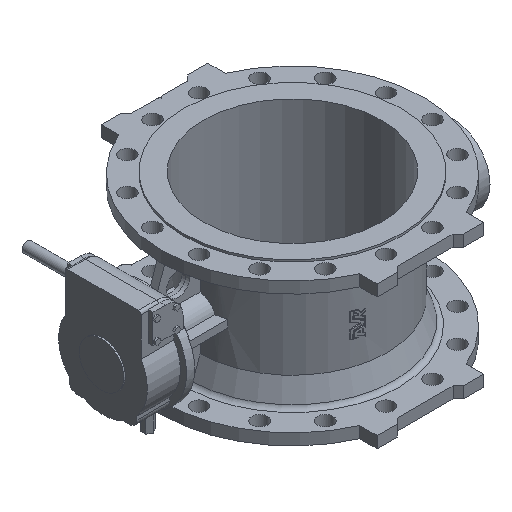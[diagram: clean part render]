
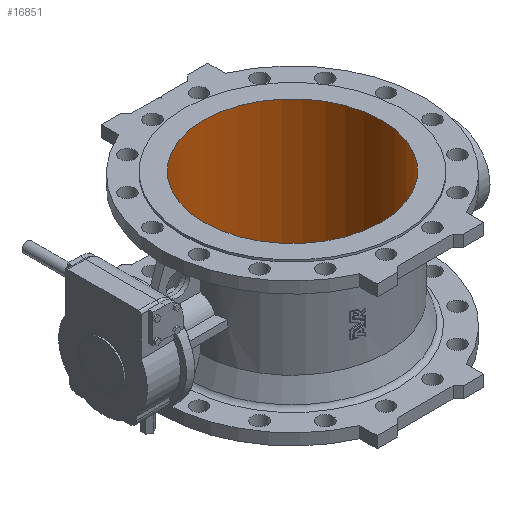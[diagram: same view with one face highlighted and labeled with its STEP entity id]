
A CAD part, isometric view. The second image highlights one B-rep face of the part: STEP entity #16851.
In plain terms, the highlighted cylindrical face has radius 175 mm (diameter 350 mm), a full revolution.
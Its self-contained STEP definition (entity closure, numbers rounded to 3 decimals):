
#986 = EDGE_LOOP ( 'NONE', ( #13236 ) ) ;
#1083 = EDGE_LOOP ( 'NONE', ( #13235 ) ) ;
#3607 = CIRCLE ( 'NONE', #5018, 175. ) ;
#3691 = CIRCLE ( 'NONE', #5039, 175. ) ;
#5018 = AXIS2_PLACEMENT_3D ( 'NONE', #15436, #15437, #15438 ) ;
#5039 = AXIS2_PLACEMENT_3D ( 'NONE', #15562, #15563, #15564 ) ;
#6487 = FACE_OUTER_BOUND ( 'NONE', #1083, .T. ) ;
#6496 = FACE_OUTER_BOUND ( 'NONE', #986, .T. ) ;
#6501 = CYLINDRICAL_SURFACE ( 'NONE', #16069, 175. ) ;
#7142 = EDGE_CURVE ( 'NONE', #14515, #14515, #3607, .T. ) ;
#7195 = EDGE_CURVE ( 'NONE', #14532, #14532, #3691, .T. ) ;
#8580 = DIRECTION ( 'NONE',  ( -1., 0., 0. ) ) ;
#8581 = DIRECTION ( 'NONE',  ( 0., 0., 1. ) ) ;
#8584 = CARTESIAN_POINT ( 'NONE',  ( 0., -3., 133.661 ) ) ;
#13235 = ORIENTED_EDGE ( 'NONE', *, *, #7142, .F. ) ;
#13236 = ORIENTED_EDGE ( 'NONE', *, *, #7195, .T. ) ;
#14090 = CARTESIAN_POINT ( 'NONE',  ( -175., -3., -145. ) ) ;
#14107 = CARTESIAN_POINT ( 'NONE',  ( -175., -3., 145. ) ) ;
#14515 = VERTEX_POINT ( 'NONE', #14090 ) ;
#14532 = VERTEX_POINT ( 'NONE', #14107 ) ;
#15436 = CARTESIAN_POINT ( 'NONE',  ( 0., -3., -145. ) ) ;
#15437 = DIRECTION ( 'NONE',  ( 0., 0., 1. ) ) ;
#15438 = DIRECTION ( 'NONE',  ( -1., 0., 0. ) ) ;
#15562 = CARTESIAN_POINT ( 'NONE',  ( 0., -3., 145. ) ) ;
#15563 = DIRECTION ( 'NONE',  ( 0., 0., 1. ) ) ;
#15564 = DIRECTION ( 'NONE',  ( -1., 0., 0. ) ) ;
#16069 = AXIS2_PLACEMENT_3D ( 'NONE', #8584, #8581, #8580 ) ;
#16851 = ADVANCED_FACE ( 'NONE', ( #6487, #6496 ), #6501, .F. ) ;
